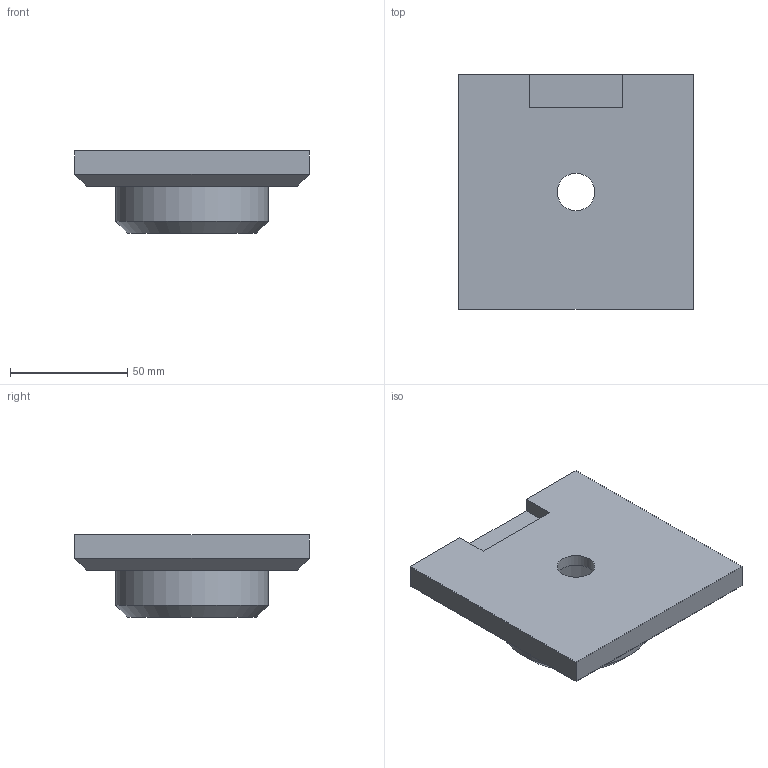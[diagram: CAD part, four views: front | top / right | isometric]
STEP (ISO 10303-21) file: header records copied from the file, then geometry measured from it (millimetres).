
FILE_DESCRIPTION(/* description */ (''),/* implementation_level */ '2;1');
FILE_NAME(/* name */ 'Karen''s Computer/Desktop/Batman_Bust_Top v3.step',/* time_stamp */ '2019-05-01T10:17:25-07:00',/* author */ ('michaelguerero9'),/* organization */ (''),/* preprocessor_version */ 'ST-DEVELOPER v18',/* originating_system */ 'Autodesk Translation Framework v8.2.0.1029',/* authorisation */ '');
FILE_SCHEMA (('AUTOMOTIVE_DESIGN { 1 0 10303 214 3 1 1 }'));
Length unit declared in the file: millimetre
Products named in the file (1): Batman_Bust_BasePlate
Bounding box: 100 x 100 x 35 mm (x, y, z)
Volume: 145841 mm3; surface area: 32970 mm2
Topology: 1 solids, 1 shells, 20 faces, 43 edges, 27 vertices
Faces by surface type: plane 16, cylinder 3, cone 1
Full cylindrical faces by diameter (mm): 16 x1, 50 x1, 65 x1
Entity records: 571 total; most frequent: DIRECTION 92, CARTESIAN_POINT 91, ORIENTED_EDGE 86, EDGE_CURVE 43, LINE 36, VECTOR 36, AXIS2_PLACEMENT_3D 28, VERTEX_POINT 27
